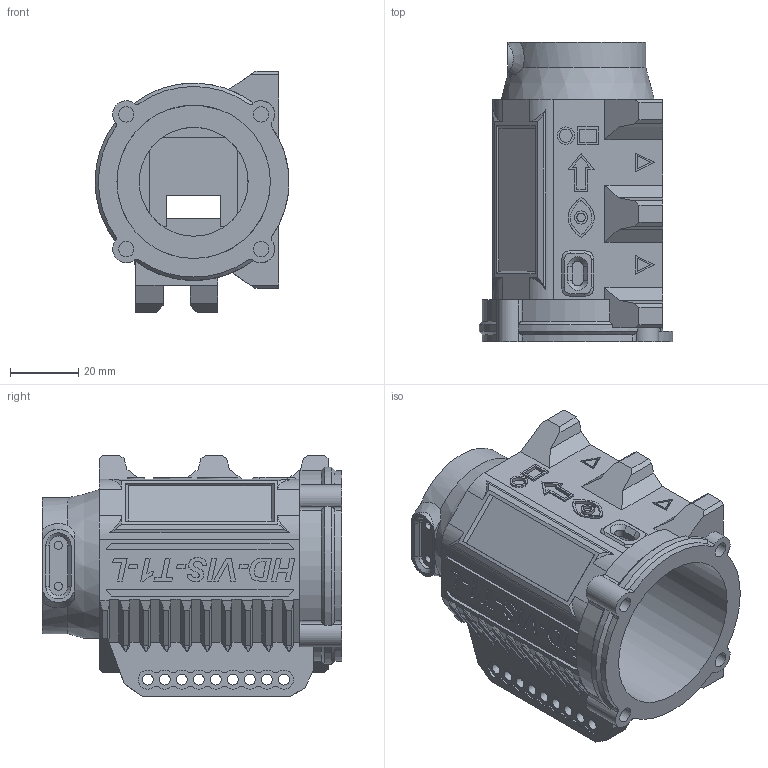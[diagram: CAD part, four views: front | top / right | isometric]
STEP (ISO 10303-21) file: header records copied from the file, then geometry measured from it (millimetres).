
FILE_DESCRIPTION(/* description */ ('','CAx-IF Rec.Pracs.---Representation and Presentation of Product Manufacturing Information (PMI)---4.0---2014-10-13'),/* implementation_level */ '2;1');
FILE_NAME(/* name */ 'Main Body.step',/* time_stamp */ '2025-02-09T14:58:31-06:00',/* author */ (''),/* organization */ (''),/* preprocessor_version */ 'ST-DEVELOPER v20',/* originating_system */ 'Autodesk Translation Framework v13.20.0.188',/* authorisation */ '');
FILE_SCHEMA (('AP242_MANAGED_MODEL_BASED_3D_ENGINEERING_MIM_LF { 1 0 10303 442 1 1 4 }'));
Length unit declared in the file: millimetre
Products named in the file (1): Main Body
Bounding box: 57 x 88 x 70.88 mm (x, y, z)
Volume: 93276.4 mm3; surface area: 40420.9 mm2
Topology: 1 solids, 1 shells, 650 faces, 1786 edges, 1189 vertices
Faces by surface type: plane 472, cylinder 115, bspline 52, cone 11
Full cylindrical faces by diameter (mm): 2.4 x2, 2.567 x1, 3.2 x18, 3.85 x2, 4.4 x6, 4.5 x8, 5.133 x1, 32 x1, 45.1 x1
Entity records: 21487 total; most frequent: CARTESIAN_POINT 4992, ORIENTED_EDGE 3572, DIRECTION 3089, EDGE_CURVE 1786, LINE 1401, VECTOR 1401, VERTEX_POINT 1189, AXIS2_PLACEMENT_3D 844
